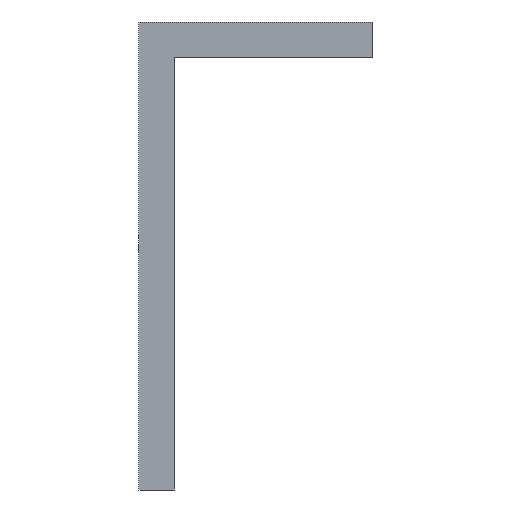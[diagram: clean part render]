
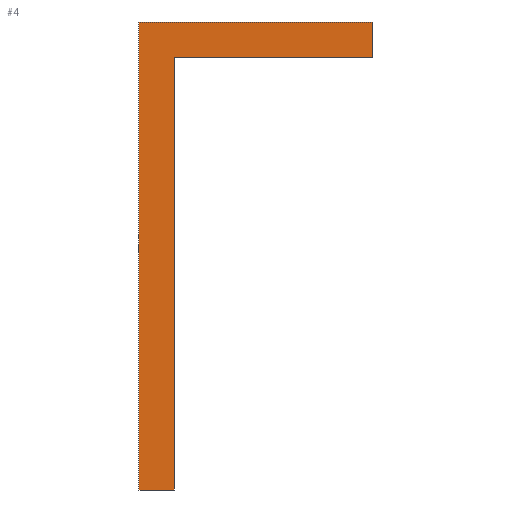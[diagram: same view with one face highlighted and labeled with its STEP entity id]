
A CAD part, front view. The second image highlights one B-rep face of the part: STEP entity #4.
In plain terms, the highlighted planar face has unit normal (0, -1, 0).
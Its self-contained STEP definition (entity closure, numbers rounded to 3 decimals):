
#4 = ADVANCED_FACE ( 'NONE', ( #199 ), #154, .T. ) ;
#5 = ORIENTED_EDGE ( 'NONE', *, *, #243, .F. ) ;
#13 = CARTESIAN_POINT ( 'NONE',  ( 0., 0., 0. ) ) ;
#14 = VERTEX_POINT ( 'NONE', #200 ) ;
#15 = CARTESIAN_POINT ( 'NONE',  ( 1.5, 0., -1.5 ) ) ;
#22 = LINE ( 'NONE', #296, #292 ) ;
#34 = VECTOR ( 'NONE', #219, 1000. ) ;
#42 = DIRECTION ( 'NONE',  ( 0., 0., -1. ) ) ;
#43 = VECTOR ( 'NONE', #106, 1000. ) ;
#44 = AXIS2_PLACEMENT_3D ( 'NONE', #178, #224, #42 ) ;
#47 = LINE ( 'NONE', #191, #167 ) ;
#56 = ORIENTED_EDGE ( 'NONE', *, *, #216, .F. ) ;
#57 = DIRECTION ( 'NONE',  ( 0., 0., -1. ) ) ;
#64 = LINE ( 'NONE', #217, #229 ) ;
#83 = ORIENTED_EDGE ( 'NONE', *, *, #251, .F. ) ;
#87 = CARTESIAN_POINT ( 'NONE',  ( 10., 0., 0. ) ) ;
#88 = EDGE_LOOP ( 'NONE', ( #83, #227, #5, #93, #288, #56 ) ) ;
#93 = ORIENTED_EDGE ( 'NONE', *, *, #166, .F. ) ;
#100 = VERTEX_POINT ( 'NONE', #87 ) ;
#103 = CARTESIAN_POINT ( 'NONE',  ( 0., 0., -20. ) ) ;
#105 = VERTEX_POINT ( 'NONE', #131 ) ;
#106 = DIRECTION ( 'NONE',  ( -1., 0., 0. ) ) ;
#114 = VECTOR ( 'NONE', #196, 1000. ) ;
#131 = CARTESIAN_POINT ( 'NONE',  ( 10., 0., -1.5 ) ) ;
#136 = VERTEX_POINT ( 'NONE', #15 ) ;
#154 = PLANE ( 'NONE',  #44 ) ;
#156 = EDGE_CURVE ( 'NONE', #282, #14, #249, .T. ) ;
#166 = EDGE_CURVE ( 'NONE', #136, #232, #22, .T. ) ;
#167 = VECTOR ( 'NONE', #242, 1000. ) ;
#178 = CARTESIAN_POINT ( 'NONE',  ( 0., 0., 0. ) ) ;
#181 = EDGE_CURVE ( 'NONE', #105, #136, #299, .T. ) ;
#191 = CARTESIAN_POINT ( 'NONE',  ( 10., 0., 0. ) ) ;
#192 = CARTESIAN_POINT ( 'NONE',  ( 1.5, 0., -20. ) ) ;
#196 = DIRECTION ( 'NONE',  ( 0., 0., 1. ) ) ;
#199 = FACE_OUTER_BOUND ( 'NONE', #88, .T. ) ;
#200 = CARTESIAN_POINT ( 'NONE',  ( 0., 0., 0. ) ) ;
#216 = EDGE_CURVE ( 'NONE', #100, #105, #64, .T. ) ;
#217 = CARTESIAN_POINT ( 'NONE',  ( 10., 0., -1.5 ) ) ;
#219 = DIRECTION ( 'NONE',  ( -1., 0., 0. ) ) ;
#220 = CARTESIAN_POINT ( 'NONE',  ( 1.5, 0., -1.5 ) ) ;
#224 = DIRECTION ( 'NONE',  ( 0., -1., 0. ) ) ;
#225 = LINE ( 'NONE', #103, #43 ) ;
#227 = ORIENTED_EDGE ( 'NONE', *, *, #156, .F. ) ;
#229 = VECTOR ( 'NONE', #57, 1000. ) ;
#232 = VERTEX_POINT ( 'NONE', #192 ) ;
#239 = CARTESIAN_POINT ( 'NONE',  ( 0., 0., -20. ) ) ;
#242 = DIRECTION ( 'NONE',  ( 1., 0., 0. ) ) ;
#243 = EDGE_CURVE ( 'NONE', #232, #282, #225, .T. ) ;
#249 = LINE ( 'NONE', #13, #114 ) ;
#251 = EDGE_CURVE ( 'NONE', #14, #100, #47, .T. ) ;
#272 = DIRECTION ( 'NONE',  ( 0., 0., -1. ) ) ;
#282 = VERTEX_POINT ( 'NONE', #239 ) ;
#288 = ORIENTED_EDGE ( 'NONE', *, *, #181, .F. ) ;
#292 = VECTOR ( 'NONE', #272, 1000. ) ;
#296 = CARTESIAN_POINT ( 'NONE',  ( 1.5, 0., -20. ) ) ;
#299 = LINE ( 'NONE', #220, #34 ) ;
